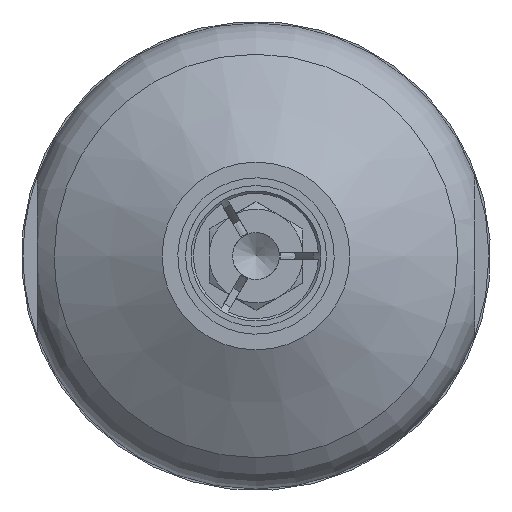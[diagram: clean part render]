
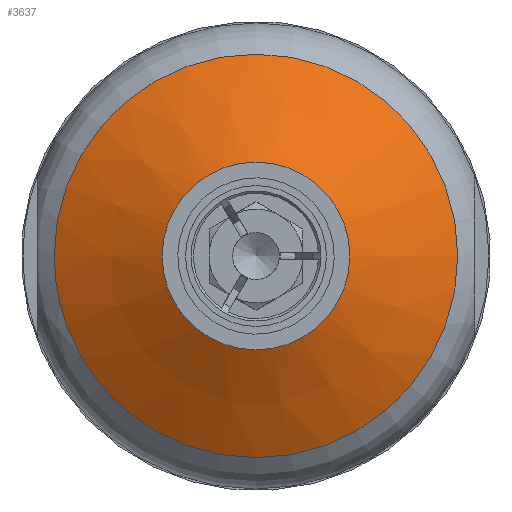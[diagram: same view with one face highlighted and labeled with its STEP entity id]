
A CAD part, left-side view. The second image highlights one B-rep face of the part: STEP entity #3637.
In plain terms, the highlighted conical face has half-angle 60 degrees and reference radius 9.45 mm.
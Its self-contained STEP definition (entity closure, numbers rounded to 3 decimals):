
#3583=CARTESIAN_POINT('',(14.178,6.,0.));
#3584=VERTEX_POINT('',#3583);
#3585=CARTESIAN_POINT('',(14.178,0.,0.));
#3586=DIRECTION('',(1.0,0.0,0.0));
#3587=DIRECTION('',(0.0,1.0,0.0));
#3588=AXIS2_PLACEMENT_3D('',#3585,#3586,#3587);
#3589=CIRCLE('',#3588,6.);
#3590=EDGE_CURVE('',#3584,#3584,#3589,.T.);
#3618=CARTESIAN_POINT('',(16.17,0.,0.));
#3619=DIRECTION('',(1.0,0.,0.));
#3620=DIRECTION('',(0.0,1.0,0.0));
#3621=AXIS2_PLACEMENT_3D('',#3618,#3619,#3620);
#3622=CONICAL_SURFACE('',#3621,9.45,60.);
#3623=CARTESIAN_POINT('',(18.162,12.9,0.));
#3624=VERTEX_POINT('',#3623);
#3625=CARTESIAN_POINT('',(18.162,0.,0.));
#3626=DIRECTION('',(1.0,0.0,0.0));
#3627=DIRECTION('',(0.0,1.0,0.0));
#3628=AXIS2_PLACEMENT_3D('',#3625,#3626,#3627);
#3629=CIRCLE('',#3628,12.9);
#3630=EDGE_CURVE('',#3624,#3624,#3629,.T.);
#3631=ORIENTED_EDGE('',*,*,#3630,.F.);
#3632=EDGE_LOOP('',(#3631));
#3633=FACE_OUTER_BOUND('',#3632,.T.);
#3634=ORIENTED_EDGE('',*,*,#3590,.T.);
#3635=EDGE_LOOP('',(#3634));
#3636=FACE_BOUND('',#3635,.T.);
#3637=ADVANCED_FACE('',(#3633,#3636),#3622,.T.);
